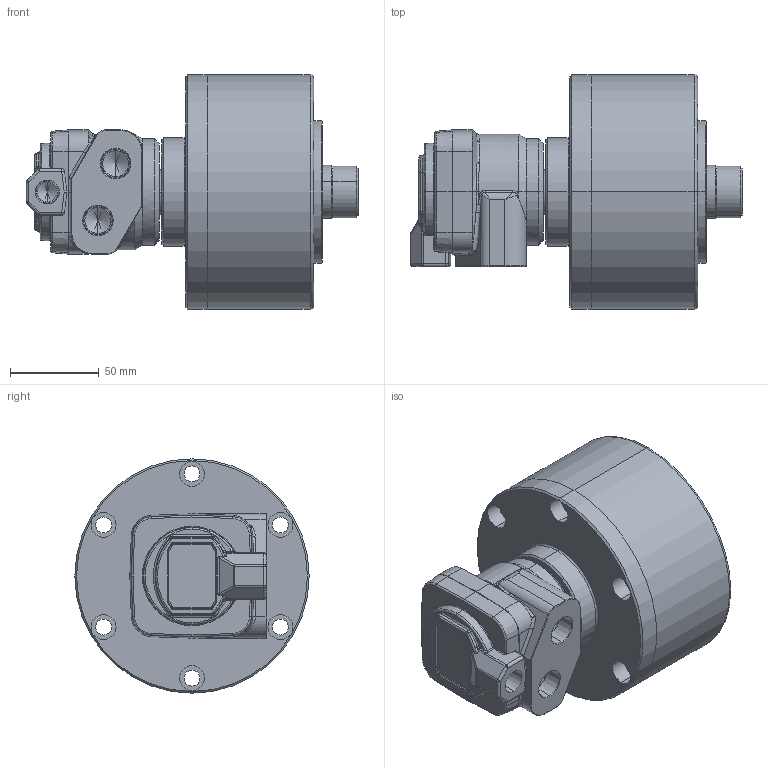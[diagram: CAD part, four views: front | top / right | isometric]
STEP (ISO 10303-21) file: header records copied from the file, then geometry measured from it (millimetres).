
FILE_DESCRIPTION (( 'STEP AP203' ), '1' );
FILE_NAME ('RK-100²Õ¦X¥ó.STEP', '2011-03-15T06:09:45', ( 'user' ), ( '' ), 'SwSTEP 2.0', 'SolidWorks 2010', '' );
FILE_SCHEMA (( 'CONFIG_CONTROL_DESIGN' ));
Length unit declared in the file: metre
Products named in the file (6): RK-100閥蓋; RK-100組合件; RK-100活塞; RK-100閥軸; RK-100缸體; RK-100閥體
Assembly tree (5 placements, depth 2):
  RK-100組合件
    RK-100活塞
    RK-100閥軸
    RK-100閥體
    RK-100閥蓋
    RK-100缸體
Bounding box: 187 x 132 x 132 mm (x, y, z)
Volume: 1137309.7 mm3; surface area: 191124.6 mm2
Topology: 5 solids, 5 shells, 431 faces, 996 edges, 574 vertices
Faces by surface type: cylinder 172, plane 84, bspline 74, cone 65, torus 27, sphere 9
Entity records: 19579 total; most frequent: CARTESIAN_POINT 9673, DIRECTION 1921, ORIENTED_EDGE 1920, EDGE_CURVE 960, AXIS2_PLACEMENT_3D 779, VERTEX_POINT 574, EDGE_LOOP 494, FACE_OUTER_BOUND 431
